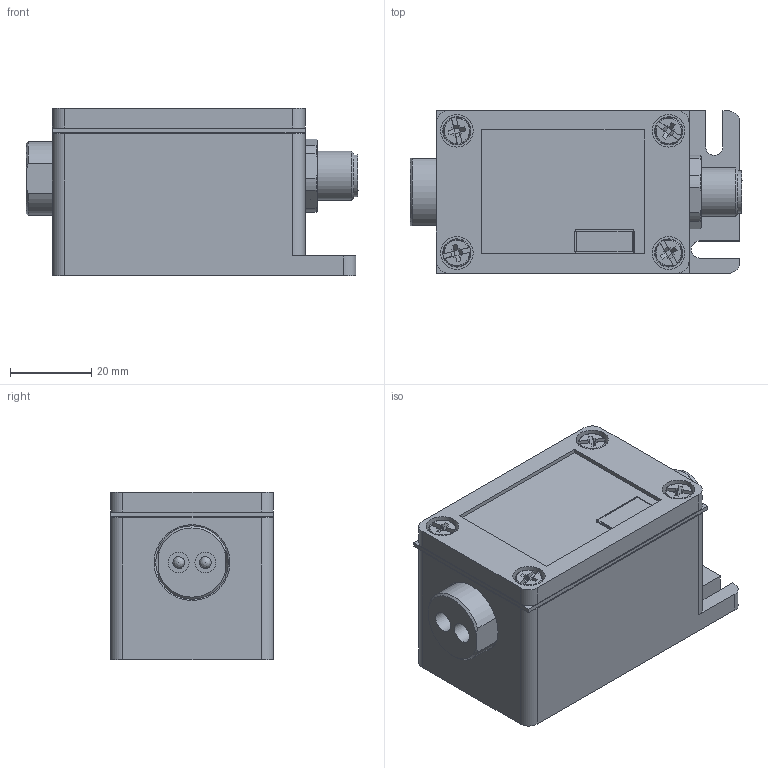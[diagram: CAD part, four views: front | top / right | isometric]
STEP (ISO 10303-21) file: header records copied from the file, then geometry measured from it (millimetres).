
FILE_DESCRIPTION((''),'2;1');
FILE_NAME('OL40A167.stp','2014-06-28T21:54:35',('Administrator'),(''),'Autodesk Inventor 11','Autodesk Inventor 11','');
FILE_SCHEMA(('AUTOMOTIVE_DESIGN { 1 0 10303 214 1 1 1 1 }'));
Length unit declared in the file: millimetre
Products named in the file (1): OL40A167
Bounding box: 81.5 x 40 x 41 mm (x, y, z)
Volume: 51613.3 mm3; surface area: 28784.5 mm2
Topology: 1 solids, 17 shells, 536 faces, 1298 edges, 832 vertices
Faces by surface type: plane 337, cylinder 125, cone 46, torus 20, bspline 4, sphere 4
Full cylindrical faces by diameter (mm): 0.6 x4, 1 x8, 2.459 x4, 2.8 x4, 2.9 x2, 3.2 x2, 3.242 x3, 3.459 x1, 4 x10, 4.5 x5, 5 x1, 5.1 x4, 6.9 x4, 7.8 x1, 8 x5, 9.4 x3, 9.48 x1, 10 x1, 10.4 x1, 11 x1, 12 x1, 13.56 x1, 13.835 x2, 16.56 x1, 16.6 x1, 16.7 x1, 18.6 x1
Entity records: 14873 total; most frequent: CARTESIAN_POINT 2942, DIRECTION 2478, ORIENTED_EDGE 2250, EDGE_CURVE 1125, AXIS2_PLACEMENT_3D 884, VERTEX_POINT 786, EDGE_LOOP 723, VECTOR 710
